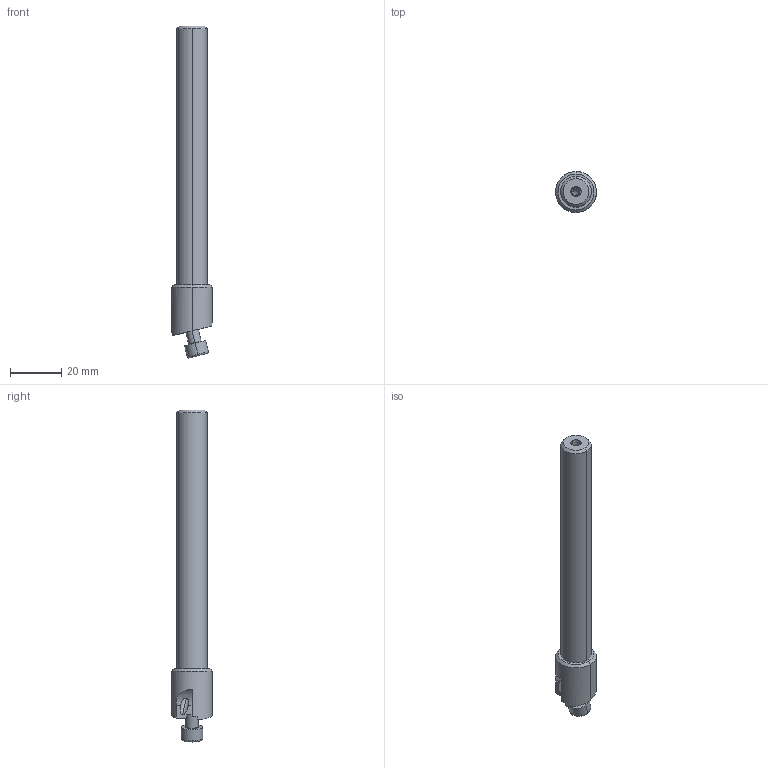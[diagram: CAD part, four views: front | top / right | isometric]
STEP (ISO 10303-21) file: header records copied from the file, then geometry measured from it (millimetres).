
FILE_DESCRIPTION(('no description'),'unknown implementation level');
FILE_NAME('3E36F019-70A6-4282-949D-BC47B73A9017_export.stp',' ',('CIMSOURCE GmbH'),('CADClick - KiM GmbH - www.kimweb.de'),'unknown preprocess','ACIS','unknown authorization');
FILE_SCHEMA(('automotive_design'));
Length unit declared in the file: millimetre
Products named in the file (2): 615.256 Kaiser D12_16 X 121HM|615.256 Kaiser D12_16 X 121HM_Standard;NONE; 615.256 Kaiser D12_16 X 121HM|690.113 Kaiser ETL M5 X 10A_Standard;NONE
Bounding box: 16 x 16 x 129.61 mm (x, y, z)
Volume: 13720.4 mm3; surface area: 7023.8 mm2
Topology: 2 solids, 2 shells, 76 faces, 194 edges, 121 vertices
Faces by surface type: plane 35, cylinder 24, cone 13, torus 4
Entity records: 4641 total; most frequent: CARTESIAN_POINT 617, STYLED_ITEM 391, PRESENTATION_STYLE_ASSIGNMENT 391, COLOUR_RGB 391, ORIENTED_EDGE 384, DIRECTION 381, EDGE_CURVE 192, CURVE_STYLE 192
